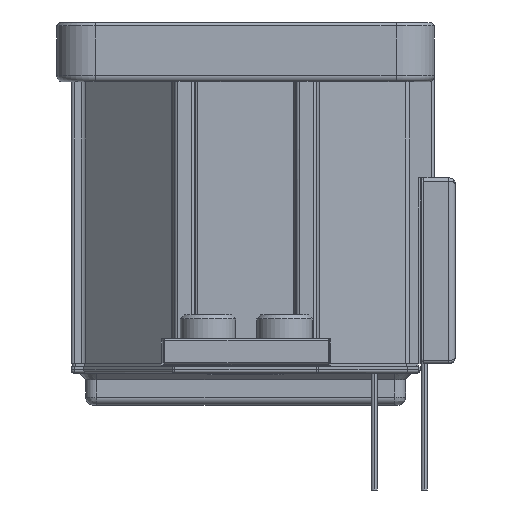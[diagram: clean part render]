
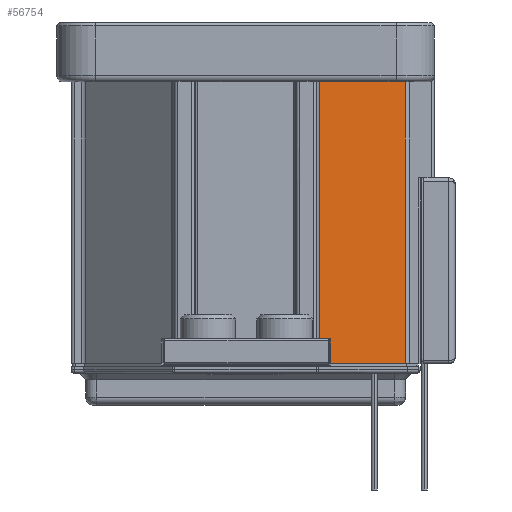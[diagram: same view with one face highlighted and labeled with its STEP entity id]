
A CAD part, left-side view. The second image highlights one B-rep face of the part: STEP entity #56754.
In plain terms, the highlighted planar face has unit normal (-0.707, -0.707, 0).
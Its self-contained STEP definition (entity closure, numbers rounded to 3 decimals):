
#6947=DIRECTION('',(0.707,-0.707,0.));
#6948=VECTOR('',#6947,33.237);
#6949=CARTESIAN_POINT('',(-50.663,-26.412,-29.4));
#6950=LINE('',#6949,#6948);
#12200=DIRECTION('',(0.707,-0.707,0.));
#12201=VECTOR('',#12200,4.722);
#12202=CARTESIAN_POINT('',(-54.001,-23.073,-21.7));
#12203=LINE('',#12202,#12201);
#15655=DIRECTION('',(-0.707,0.707,0.));
#15656=VECTOR('',#15655,37.959);
#15657=CARTESIAN_POINT('',(-27.16,-49.914,58.6));
#15658=LINE('',#15657,#15656);
#15669=DIRECTION('',(0.,0.,-1.));
#15670=VECTOR('',#15669,80.3);
#15671=CARTESIAN_POINT('',(-54.001,-23.073,58.6));
#15672=LINE('',#15671,#15670);
#15677=DIRECTION('',(0.,0.,1.));
#15678=VECTOR('',#15677,7.7);
#15679=CARTESIAN_POINT('',(-50.663,-26.412,-29.4));
#15680=LINE('',#15679,#15678);
#15681=DIRECTION('',(0.,0.,1.));
#15682=VECTOR('',#15681,88.);
#15683=CARTESIAN_POINT('',(-27.16,-49.914,-29.4));
#15684=LINE('',#15683,#15682);
#37723=CARTESIAN_POINT('',(-50.663,-26.412,-29.4));
#37724=VERTEX_POINT('',#37723);
#37725=CARTESIAN_POINT('',(-27.16,-49.914,-29.4));
#37726=VERTEX_POINT('',#37725);
#38807=CARTESIAN_POINT('',(-54.001,-23.073,-21.7));
#38808=VERTEX_POINT('',#38807);
#38809=CARTESIAN_POINT('',(-50.663,-26.412,-21.7));
#38810=VERTEX_POINT('',#38809);
#39099=CARTESIAN_POINT('',(-27.16,-49.914,58.6));
#39100=VERTEX_POINT('',#39099);
#39101=CARTESIAN_POINT('',(-54.001,-23.073,58.6));
#39102=VERTEX_POINT('',#39101);
#56739=CARTESIAN_POINT('',(-40.581,-36.494,14.6));
#56740=DIRECTION('',(0.707,0.707,0.));
#56741=DIRECTION('',(-0.707,0.707,0.));
#56742=AXIS2_PLACEMENT_3D('',#56739,#56740,#56741);
#56743=PLANE('',#56742);
#56744=ORIENTED_EDGE('',*,*,#56724,.F.);
#56745=ORIENTED_EDGE('',*,*,#56700,.F.);
#56747=ORIENTED_EDGE('',*,*,#56746,.F.);
#56748=ORIENTED_EDGE('',*,*,#45824,.F.);
#56750=ORIENTED_EDGE('',*,*,#56749,.T.);
#56751=ORIENTED_EDGE('',*,*,#53836,.F.);
#56752=EDGE_LOOP('',(#56744,#56745,#56747,#56748,#56750,#56751));
#56753=FACE_OUTER_BOUND('',#56752,.F.);
#45824=EDGE_CURVE('',#37724,#37726,#6950,.T.);
#53836=EDGE_CURVE('',#38808,#38810,#12203,.T.);
#56700=EDGE_CURVE('',#39100,#39102,#15658,.T.);
#56724=EDGE_CURVE('',#39102,#38808,#15672,.T.);
#56746=EDGE_CURVE('',#37726,#39100,#15684,.T.);
#56749=EDGE_CURVE('',#37724,#38810,#15680,.T.);
#56754=ADVANCED_FACE('',(#56753),#56743,.F.);
